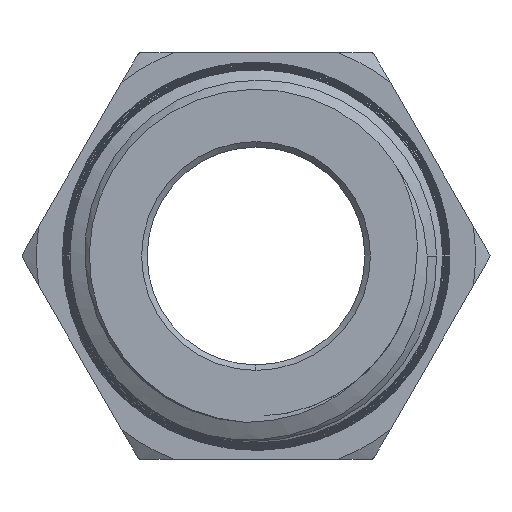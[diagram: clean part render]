
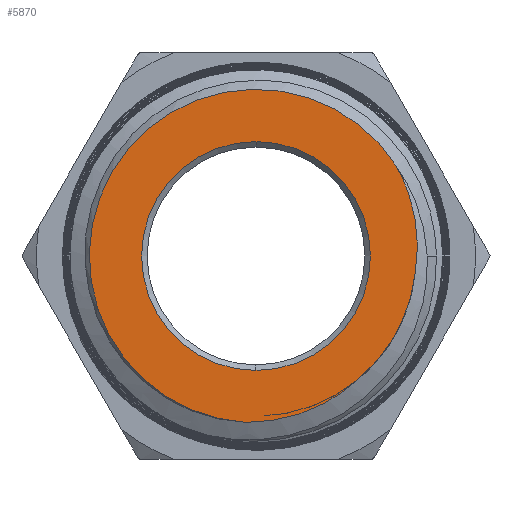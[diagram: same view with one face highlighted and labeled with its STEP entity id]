
A CAD part, left-side view. The second image highlights one B-rep face of the part: STEP entity #5870.
In plain terms, the highlighted planar face has unit normal (-1, 0, 0).
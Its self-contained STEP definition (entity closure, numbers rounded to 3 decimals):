
#1267=CARTESIAN_POINT('',(-23.,0.,0.));
#1268=DIRECTION('',(-1.,0.,0.));
#1269=DIRECTION('',(0.,-0.842,0.54));
#1270=AXIS2_PLACEMENT_3D('',#1267,#1268,#1269);
#1308=CARTESIAN_POINT('',(-23.,-8.705,-0.895));
#1309=CARTESIAN_POINT('',(-23.,-8.769,-0.505));
#1310=CARTESIAN_POINT('',(-23.,-8.845,0.28));
#1311=CARTESIAN_POINT('',(-23.,-8.797,1.484));
#1312=CARTESIAN_POINT('',(-23.,-8.587,2.67));
#1313=CARTESIAN_POINT('',(-23.,-8.218,3.823));
#1314=CARTESIAN_POINT('',(-23.,-7.869,4.557));
#1315=CARTESIAN_POINT('',(-23.,-7.668,4.915));
#1317=CARTESIAN_POINT('',(-23.,-5.554,-6.763));
#1318=CARTESIAN_POINT('',(-23.,-5.908,-6.472));
#1319=CARTESIAN_POINT('',(-23.,-6.562,-5.843));
#1320=CARTESIAN_POINT('',(-23.,-7.395,-4.746));
#1321=CARTESIAN_POINT('',(-23.,-8.041,-3.543));
#1322=CARTESIAN_POINT('',(-23.,-8.494,-2.247));
#1323=CARTESIAN_POINT('',(-23.,-8.658,-1.353));
#1324=CARTESIAN_POINT('',(-23.,-8.705,-0.895));
#1326=CARTESIAN_POINT('',(-23.,0.561,-9.091));
#1327=CARTESIAN_POINT('',(-23.,0.104,-9.095));
#1328=CARTESIAN_POINT('',(-23.,-0.795,-9.036));
#1329=CARTESIAN_POINT('',(-23.,-2.12,-8.746));
#1330=CARTESIAN_POINT('',(-23.,-3.37,-8.268));
#1331=CARTESIAN_POINT('',(-23.,-4.536,-7.606));
#1332=CARTESIAN_POINT('',(-23.,-5.227,-7.062));
#1333=CARTESIAN_POINT('',(-23.,-5.554,-6.763));
#1335=CARTESIAN_POINT('',(-23.,0.,0.));
#1336=DIRECTION('',(1.,0.,0.));
#1337=DIRECTION('',(0.,0.,-1.));
#1338=AXIS2_PLACEMENT_3D('',#1335,#1336,#1337);
#1340=CARTESIAN_POINT('',(-23.,0.,0.));
#1341=DIRECTION('',(1.,0.,0.));
#1342=DIRECTION('',(0.,0.,1.));
#1343=AXIS2_PLACEMENT_3D('',#1340,#1341,#1342);
#1361=CARTESIAN_POINT('',(-23.,-8.705,-0.895));
#1484=CARTESIAN_POINT('',(-23.,-7.668,4.915));
#2088=CARTESIAN_POINT('',(-23.,-5.554,-6.763));
#4479=VERTEX_POINT('',#2088);
#4480=VERTEX_POINT('',#1361);
#4529=CARTESIAN_POINT('',(-23.,0.,-6.25));
#4530=CARTESIAN_POINT('',(-23.,0.,6.25));
#4531=VERTEX_POINT('',#4529);
#4532=VERTEX_POINT('',#4530);
#4537=VERTEX_POINT('',#1484);
#4548=VERTEX_POINT('',#1326);
#5851=CARTESIAN_POINT('',(-23.,0.,0.));
#5852=DIRECTION('',(-1.,0.,0.));
#5853=DIRECTION('',(0.,1.,0.));
#5854=AXIS2_PLACEMENT_3D('',#5851,#5852,#5853);
#5855=PLANE('',#5854);
#5856=ORIENTED_EDGE('',*,*,#5841,.F.);
#5858=ORIENTED_EDGE('',*,*,#5857,.F.);
#5860=ORIENTED_EDGE('',*,*,#5859,.F.);
#5861=ORIENTED_EDGE('',*,*,#5819,.F.);
#5862=EDGE_LOOP('',(#5856,#5858,#5860,#5861));
#5863=FACE_OUTER_BOUND('',#5862,.F.);
#5865=ORIENTED_EDGE('',*,*,#5864,.F.);
#5867=ORIENTED_EDGE('',*,*,#5866,.F.);
#5868=EDGE_LOOP('',(#5865,#5867));
#5869=FACE_BOUND('',#5868,.F.);
#1271=CIRCLE('',#1270,9.108);
#1316=B_SPLINE_CURVE_WITH_KNOTS('',3,(#1308,#1309,#1310,#1311,#1312,#1313,#1314,
#1315),.UNSPECIFIED.,.F.,.F.,(4,1,1,1,1,4),(0.,0.2,0.4,0.6,0.8,1.),
.UNSPECIFIED.);
#1325=B_SPLINE_CURVE_WITH_KNOTS('',3,(#1317,#1318,#1319,#1320,#1321,#1322,#1323,
#1324),.UNSPECIFIED.,.F.,.F.,(4,1,1,1,1,4),(0.,0.2,0.4,0.6,0.8,1.),
.UNSPECIFIED.);
#1334=B_SPLINE_CURVE_WITH_KNOTS('',3,(#1326,#1327,#1328,#1329,#1330,#1331,#1332,
#1333),.UNSPECIFIED.,.F.,.F.,(4,1,1,1,1,4),(0.,0.2,0.4,0.6,0.8,1.),
.UNSPECIFIED.);
#1339=CIRCLE('',#1338,6.25);
#1344=CIRCLE('',#1343,6.25);
#5819=EDGE_CURVE('',#4548,#4479,#1334,.T.);
#5841=EDGE_CURVE('',#4537,#4548,#1271,.T.);
#5857=EDGE_CURVE('',#4480,#4537,#1316,.T.);
#5859=EDGE_CURVE('',#4479,#4480,#1325,.T.);
#5864=EDGE_CURVE('',#4531,#4532,#1339,.T.);
#5866=EDGE_CURVE('',#4532,#4531,#1344,.T.);
#5870=ADVANCED_FACE('',(#5863,#5869),#5855,.T.);
